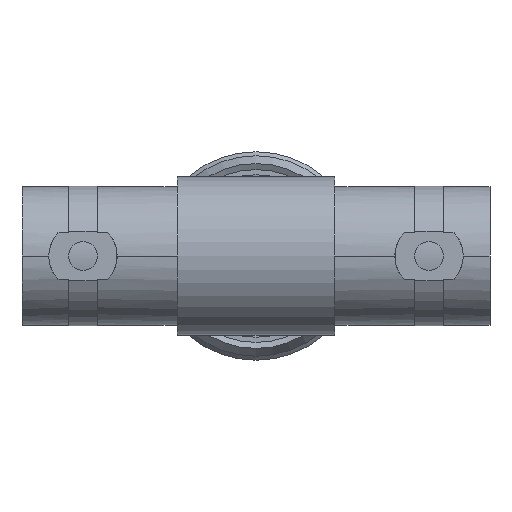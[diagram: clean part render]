
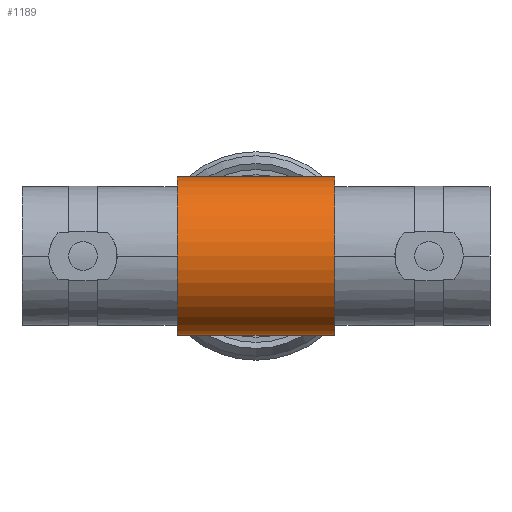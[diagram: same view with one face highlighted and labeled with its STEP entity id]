
A CAD part, front view. The second image highlights one B-rep face of the part: STEP entity #1189.
In plain terms, the highlighted cylindrical face has radius 5.524 mm (diameter 11.049 mm), a partial arc.
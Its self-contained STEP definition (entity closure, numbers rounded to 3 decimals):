
#57=CARTESIAN_POINT('',(21.768,0.,0.));
#58=DIRECTION('',(1.,0.,0.));
#59=DIRECTION('',(0.,0.,1.));
#60=AXIS2_PLACEMENT_3D('',#57,#58,#59);
#62=CARTESIAN_POINT('',(21.768,5.525,0.));
#63=CARTESIAN_POINT('',(21.768,5.525,-0.276));
#64=CARTESIAN_POINT('',(21.728,5.485,-0.772));
#65=CARTESIAN_POINT('',(21.552,5.308,-1.627));
#66=CARTESIAN_POINT('',(21.201,4.958,-2.514));
#67=CARTESIAN_POINT('',(20.645,4.402,-3.388));
#68=CARTESIAN_POINT('',(19.98,3.737,-4.107));
#69=CARTESIAN_POINT('',(19.217,2.974,-4.689));
#70=CARTESIAN_POINT('',(18.358,2.115,-5.135));
#71=CARTESIAN_POINT('',(17.395,1.152,-5.436));
#72=CARTESIAN_POINT('',(16.672,0.428,-5.522));
#73=CARTESIAN_POINT('',(16.281,0.038,-5.524));
#75=CARTESIAN_POINT('',(16.281,0.038,-5.524));
#76=CARTESIAN_POINT('',(15.891,0.428,-5.522));
#77=CARTESIAN_POINT('',(15.168,1.152,-5.436));
#78=CARTESIAN_POINT('',(14.205,2.115,-5.135));
#79=CARTESIAN_POINT('',(13.346,2.974,-4.689));
#80=CARTESIAN_POINT('',(12.583,3.737,-4.107));
#81=CARTESIAN_POINT('',(11.917,4.402,-3.388));
#82=CARTESIAN_POINT('',(11.362,4.958,-2.514));
#83=CARTESIAN_POINT('',(11.011,5.308,-1.627));
#84=CARTESIAN_POINT('',(10.835,5.485,-0.772));
#85=CARTESIAN_POINT('',(10.795,5.525,-0.276));
#86=CARTESIAN_POINT('',(10.795,5.525,0.));
#88=CARTESIAN_POINT('',(10.795,0.,0.));
#89=DIRECTION('',(-1.,0.,0.));
#90=DIRECTION('',(0.,1.,0.));
#91=AXIS2_PLACEMENT_3D('',#88,#89,#90);
#93=DIRECTION('',(1.,0.,0.));
#94=VECTOR('',#93,10.973);
#95=CARTESIAN_POINT('',(10.795,0.,5.525));
#96=LINE('',#95,#94);
#969=CARTESIAN_POINT('',(10.795,0.,5.525));
#970=CARTESIAN_POINT('',(21.768,0.,5.525));
#971=VERTEX_POINT('',#969);
#972=VERTEX_POINT('',#970);
#973=VERTEX_POINT('',#75);
#974=VERTEX_POINT('',#86);
#976=VERTEX_POINT('',#62);
#1173=CARTESIAN_POINT('',(0.,0.,0.));
#1174=DIRECTION('',(1.,0.,0.));
#1175=DIRECTION('',(0.,0.,-1.));
#1176=AXIS2_PLACEMENT_3D('',#1173,#1174,#1175);
#1177=CYLINDRICAL_SURFACE('',#1176,5.525);
#1179=ORIENTED_EDGE('',*,*,#1178,.T.);
#1181=ORIENTED_EDGE('',*,*,#1180,.T.);
#1183=ORIENTED_EDGE('',*,*,#1182,.T.);
#1185=ORIENTED_EDGE('',*,*,#1184,.T.);
#1186=ORIENTED_EDGE('',*,*,#1166,.T.);
#1187=EDGE_LOOP('',(#1179,#1181,#1183,#1185,#1186));
#1188=FACE_OUTER_BOUND('',#1187,.F.);
#61=CIRCLE('',#60,5.525);
#74=B_SPLINE_CURVE_WITH_KNOTS('',3,(#62,#63,#64,#65,#66,#67,#68,#69,#70,#71,#72,
#73),.UNSPECIFIED.,.F.,.F.,(4,1,1,1,1,1,1,1,1,4),(0.,0.063,0.125,0.25,
0.375,0.5,0.625,0.75,0.875,1.),.UNSPECIFIED.);
#87=B_SPLINE_CURVE_WITH_KNOTS('',3,(#75,#76,#77,#78,#79,#80,#81,#82,#83,#84,#85,
#86),.UNSPECIFIED.,.F.,.F.,(4,1,1,1,1,1,1,1,1,4),(0.,0.125,0.25,0.375,
0.5,0.625,0.75,0.875,0.938,1.),.UNSPECIFIED.);
#92=CIRCLE('',#91,5.525);
#1166=EDGE_CURVE('',#971,#972,#96,.T.);
#1178=EDGE_CURVE('',#972,#976,#61,.T.);
#1180=EDGE_CURVE('',#976,#973,#74,.T.);
#1182=EDGE_CURVE('',#973,#974,#87,.T.);
#1184=EDGE_CURVE('',#974,#971,#92,.T.);
#1189=ADVANCED_FACE('',(#1188),#1177,.T.);
